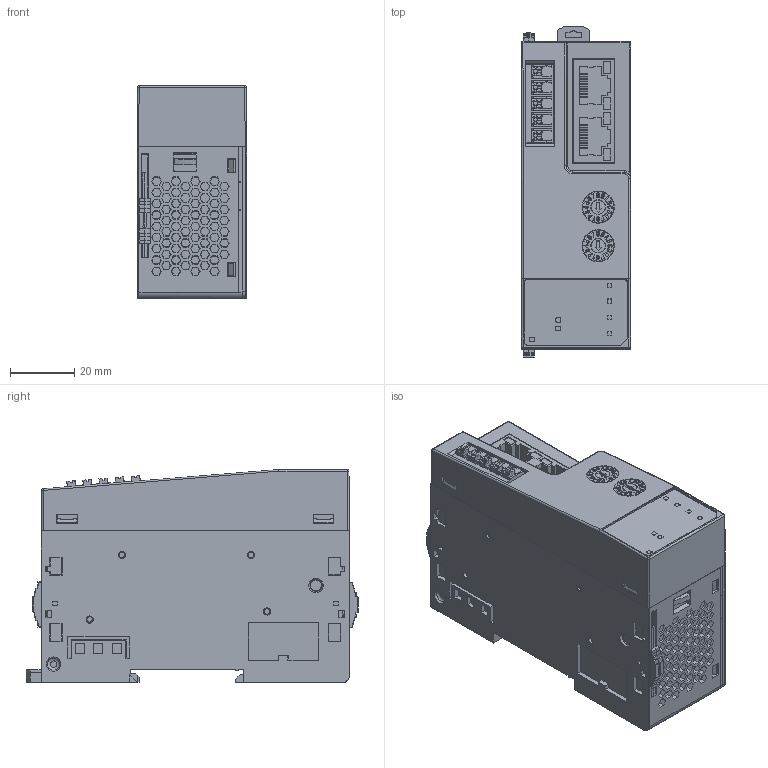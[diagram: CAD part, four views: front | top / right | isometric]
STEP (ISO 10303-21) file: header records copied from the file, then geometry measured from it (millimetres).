
FILE_DESCRIPTION(/* description */ (''),/* implementation_level */ '2;1');
FILE_NAME(/* name */ '',/* time_stamp */ '2025-03-26T16:00:47+08:00',/* author */ (''),/* organization */ (''),/* preprocessor_version */ 'ST-DEVELOPER v14',/* originating_system */ 'SIEMENS PLM Software NX 8.0',/* authorisation */ '');
FILE_SCHEMA (('AUTOMOTIVE_DESIGN { 1 0 10303 214 3 1 1 1 }'));
Products named in the file (1): SM-MC100
Bounding box: 34.03 x 103.01 x 66.07 mm (x, y, z)
Volume: 190205.2 mm3; surface area: 30251.7 mm2
Topology: 1 solids, 13 shells, 3944 faces, 10621 edges, 7031 vertices
Faces by surface type: plane 3090, bspline 666, cylinder 109, cone 65, torus 6, sphere 6, extrusion 2
Full cylindrical faces by diameter (mm): 9.6 x2
Entity records: 140567 total; most frequent: CARTESIAN_POINT 45853, ORIENTED_EDGE 21170, DIRECTION 16188, EDGE_CURVE 10585, VECTOR 8766, LINE 8764, VERTEX_POINT 7020, EDGE_LOOP 4381
